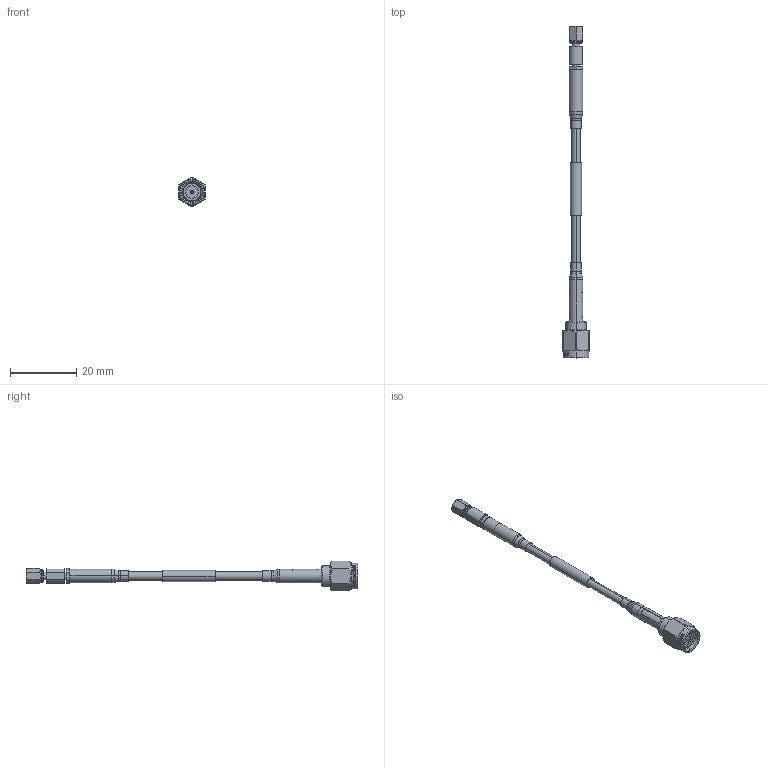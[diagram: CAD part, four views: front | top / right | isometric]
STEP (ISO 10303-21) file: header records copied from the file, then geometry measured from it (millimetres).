
FILE_DESCRIPTION (( 'STEP AP214' ), '1' );
FILE_NAME ('FMC0234315LF_3D.step', '2024-03-06T01:01:06', ( '' ), ( '' ), 'SwSTEP 2.0', 'SolidWorks 2022', '' );
FILE_SCHEMA (( 'AUTOMOTIVE_DESIGN' ));
Length unit declared in the file: millimetre
Products named in the file (6): Copy of PE4003^FMC0234315LF; Copy of 1AW01-001^FMC0234315LF_.12" ID; FMC0234315LF_3D; Copy of RG316-PROD^FMC0234315LF_SP17516 3" LONG; Copy of Copy of HeatShrink_SC7059^FMC0234315LF; Copy of PE45368^FMC0234315LF_默认
Assembly tree (6 placements, depth 2):
  FMC0234315LF_3D
    Copy of RG316-PROD^FMC0234315LF_SP17516 3" LONG
    Copy of PE45368^FMC0234315LF_默认
    Copy of PE4003^FMC0234315LF
    Copy of 1AW01-001^FMC0234315LF_.12" ID
    Copy of Copy of HeatShrink_SC7059^FMC0234315LF  x2
Bounding box: 7.94 x 100.59 x 9.02 mm (x, y, z)
Volume: 1425.2 mm3; surface area: 2745.2 mm2
Topology: 6 solids, 6 shells, 2870 faces, 6163 edges, 3347 vertices
Faces by surface type: bspline 2048, cylinder 638, plane 113, cone 59, torus 12
Entity records: 113451 total; most frequent: CARTESIAN_POINT 72633, ORIENTED_EDGE 12282, EDGE_CURVE 6141, VERTEX_POINT 3335, EDGE_LOOP 2904, FACE_OUTER_BOUND 2858, ADVANCED_FACE 2858, DIRECTION 2677
